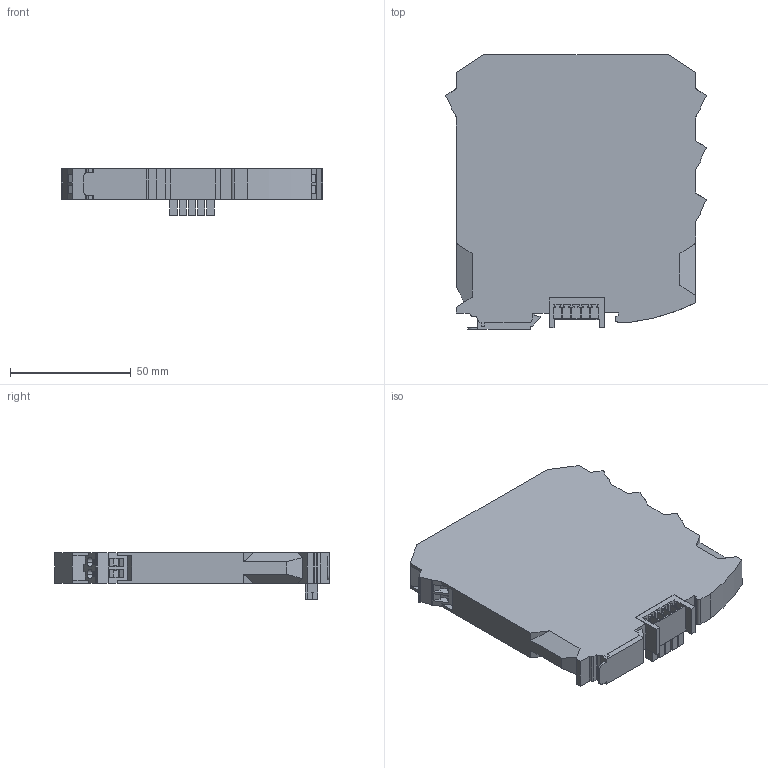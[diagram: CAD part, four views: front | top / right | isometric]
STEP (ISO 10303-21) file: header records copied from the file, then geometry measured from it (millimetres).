
FILE_DESCRIPTION(('SolidDesigner STEP Export'),'2;1');
FILE_NAME('2865434_MACX_MCR_EX_SL_NAM_R-select.stp','2010-07-19T15:24:08',(''),(''),'CoCreate Modeling STEP processor for AP214 (Solid Model)','CoCreate Modeling 16.00A 16-Aug-2008 (C) Parametric Technology GmbH','');
FILE_SCHEMA(('AUTOMOTIVE_DESIGN { 1 0 10303 214 1 1 1 1 }'));
Length unit declared in the file: millimetre
Products named in the file (2): 2865434_MACX_MCR_EX_SL_NAM_R-select
Assembly tree (1 placements, depth 2):
  2865434_MACX_MCR_EX_SL_NAM_R-select
    2865434_MACX_MCR_EX_SL_NAM_R-select
Bounding box: 108.04 x 113.7 x 19.4 mm (x, y, z)
Volume: 134871 mm3; surface area: 29709 mm2
Topology: 1 solids, 1 shells, 444 faces, 1209 edges, 806 vertices
Faces by surface type: plane 372, cylinder 72
Entity records: 16660 total; most frequent: ORIENTED_EDGE 2418, CARTESIAN_POINT 2355, DIRECTION 2065, EDGE_CURVE 1209, VECTOR 1033, LINE 1033, VERTEX_POINT 806, AXIS2_PLACEMENT_3D 516
